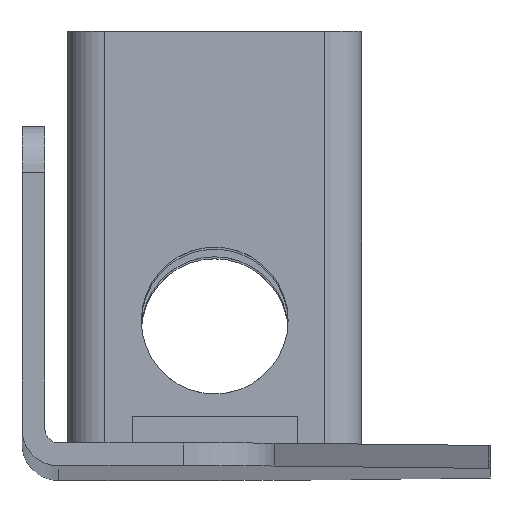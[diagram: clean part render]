
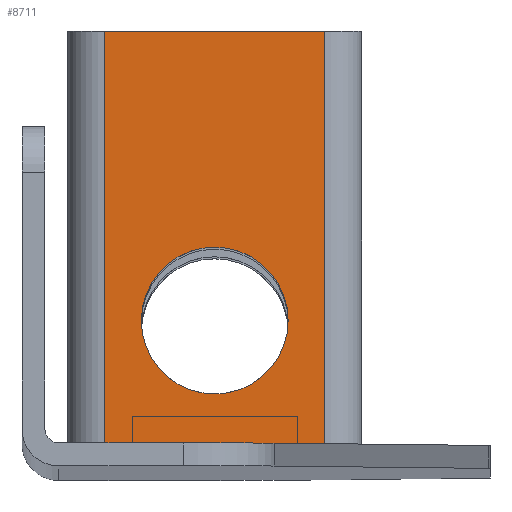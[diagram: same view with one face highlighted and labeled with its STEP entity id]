
A CAD part, top view. The second image highlights one B-rep face of the part: STEP entity #8711.
In plain terms, the highlighted planar face has unit normal (0, 0, 1).
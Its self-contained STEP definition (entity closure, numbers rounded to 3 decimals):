
#162=DIRECTION('',(1.,0.,0.));
#163=VECTOR('',#162,24.);
#164=CARTESIAN_POINT('',(-16.5,-16.,366.5));
#165=LINE('',#164,#163);
#2529=DIRECTION('',(1.,0.,0.));
#2530=VECTOR('',#2529,24.);
#2531=CARTESIAN_POINT('',(-16.5,29.,366.5));
#2532=LINE('',#2531,#2530);
#2581=DIRECTION('',(0.,1.,0.));
#2582=VECTOR('',#2581,45.);
#2583=CARTESIAN_POINT('',(-16.5,-16.,366.5));
#2584=LINE('',#2583,#2582);
#2585=CARTESIAN_POINT('',(-4.5,-2.5,366.5));
#2586=DIRECTION('',(0.,0.,1.));
#2587=DIRECTION('',(1.,0.,0.));
#2588=AXIS2_PLACEMENT_3D('',#2585,#2586,#2587);
#2590=CARTESIAN_POINT('',(-4.5,-2.5,366.5));
#2591=DIRECTION('',(0.,0.,1.));
#2592=DIRECTION('',(-1.,0.,0.));
#2593=AXIS2_PLACEMENT_3D('',#2590,#2591,#2592);
#2631=DIRECTION('',(0.,1.,0.));
#2632=VECTOR('',#2631,45.);
#2633=CARTESIAN_POINT('',(7.5,-16.,366.5));
#2634=LINE('',#2633,#2632);
#4337=CARTESIAN_POINT('',(-16.5,29.,366.5));
#4338=CARTESIAN_POINT('',(7.5,29.,366.5));
#4339=VERTEX_POINT('',#4337);
#4340=VERTEX_POINT('',#4338);
#4361=CARTESIAN_POINT('',(-16.5,-16.,366.5));
#4362=CARTESIAN_POINT('',(7.5,-16.,366.5));
#4363=VERTEX_POINT('',#4361);
#4364=VERTEX_POINT('',#4362);
#4689=CARTESIAN_POINT('',(3.5,-2.5,366.5));
#4690=CARTESIAN_POINT('',(-12.5,-2.5,366.5));
#4691=VERTEX_POINT('',#4689);
#4692=VERTEX_POINT('',#4690);
#8692=CARTESIAN_POINT('',(-16.5,-16.,366.5));
#8693=DIRECTION('',(0.,0.,1.));
#8694=DIRECTION('',(1.,0.,0.));
#8695=AXIS2_PLACEMENT_3D('',#8692,#8693,#8694);
#8696=PLANE('',#8695);
#8697=ORIENTED_EDGE('',*,*,#5865,.F.);
#8699=ORIENTED_EDGE('',*,*,#8698,.T.);
#8700=ORIENTED_EDGE('',*,*,#8668,.T.);
#8702=ORIENTED_EDGE('',*,*,#8701,.F.);
#8703=EDGE_LOOP('',(#8697,#8699,#8700,#8702));
#8704=FACE_OUTER_BOUND('',#8703,.F.);
#8706=ORIENTED_EDGE('',*,*,#8705,.T.);
#8708=ORIENTED_EDGE('',*,*,#8707,.T.);
#8709=EDGE_LOOP('',(#8706,#8708));
#8710=FACE_BOUND('',#8709,.F.);
#8711=ADVANCED_FACE('',(#8704,#8710),#8696,.T.);
#2589=CIRCLE('',#2588,8.);
#2594=CIRCLE('',#2593,8.);
#5865=EDGE_CURVE('',#4363,#4364,#165,.T.);
#8668=EDGE_CURVE('',#4339,#4340,#2532,.T.);
#8698=EDGE_CURVE('',#4363,#4339,#2584,.T.);
#8701=EDGE_CURVE('',#4364,#4340,#2634,.T.);
#8705=EDGE_CURVE('',#4691,#4692,#2589,.T.);
#8707=EDGE_CURVE('',#4692,#4691,#2594,.T.);
